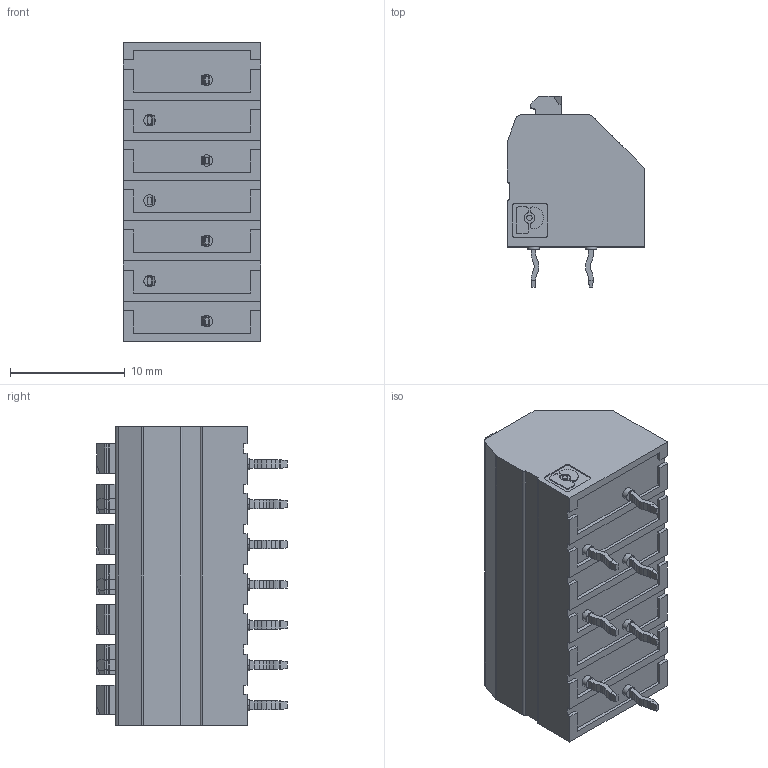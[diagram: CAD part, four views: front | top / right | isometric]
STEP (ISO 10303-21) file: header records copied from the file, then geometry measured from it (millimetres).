
FILE_DESCRIPTION(('SolidDesigner STEP Export'),'2;1');
FILE_NAME('ptsa_1.5_7-3.5-z.stp','2002-09-27T 8:30:59',(''),(''),'OneSpaceDesigner STEP processor Version: 9.0 (March 2001)for AP214(CD)(Solid Model)','CoCreate OneSpaceDesigner: 11.50A 18-Jul-2002(C) CoCreate Software GmbH','');
FILE_SCHEMA(('AUTOMOTIVE_DESIGN_CC2 {1 2 10303 214 -1 1 5 1}'));
Length unit declared in the file: millimetre
Products named in the file (2): ptsa_1.5_7-3.5-z
Assembly tree (1 placements, depth 2):
  ptsa_1.5_7-3.5-z
    ptsa_1.5_7-3.5-z
Bounding box: 12 x 16.6 x 26 mm (x, y, z)
Volume: 2959.8 mm3; surface area: 2063.6 mm2
Topology: 1 solids, 1 shells, 718 faces, 1930 edges, 1238 vertices
Faces by surface type: plane 455, cylinder 205, cone 58
Entity records: 29164 total; most frequent: CARTESIAN_POINT 6546, ORIENTED_EDGE 3860, DIRECTION 3081, EDGE_CURVE 1930, VECTOR 1281, LINE 1281, VERTEX_POINT 1238, AXIS2_PLACEMENT_3D 900
